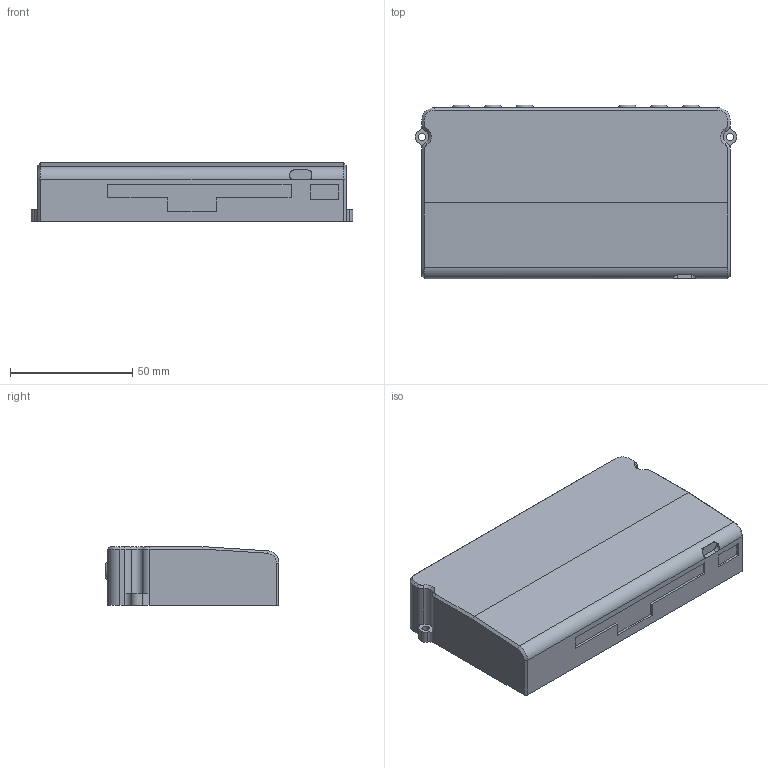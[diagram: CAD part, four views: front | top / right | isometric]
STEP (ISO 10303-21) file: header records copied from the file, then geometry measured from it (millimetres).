
FILE_DESCRIPTION(('HOOPS Exchange Step'),'2;1');
FILE_NAME('temp_export','2021-07-10T13:12:37-07:00',('poastoast'),('Shapr3D Limited'),'HOOPS Exchange 2021.1','Shapr3D','Authorized');
FILE_SCHEMA( ('AP203_CONFIGURATION_CONTROLLED_3D_DESIGN_OF_MECHANICAL_PARTS_AND_ASSEMBLIES_MIM_LF') );
Length unit declared in the file: millimetre
Products named in the file (1): F6F00EAC-554D-4833-A15B-C3F9E11B311B.tmp
Bounding box: 131.6 x 71 x 24 mm (x, y, z)
Volume: 205591.6 mm3; surface area: 26975 mm2
Topology: 1 solids, 1 shells, 97 faces, 241 edges, 159 vertices
Faces by surface type: plane 54, cylinder 26, cone 11, torus 6
Full cylindrical faces by diameter (mm): 3 x6
Entity records: 3010 total; most frequent: CARTESIAN_POINT 570, DIRECTION 532, ORIENTED_EDGE 482, EDGE_CURVE 241, AXIS2_PLACEMENT_3D 197, VERTEX_POINT 159, VECTOR 138, LINE 138
